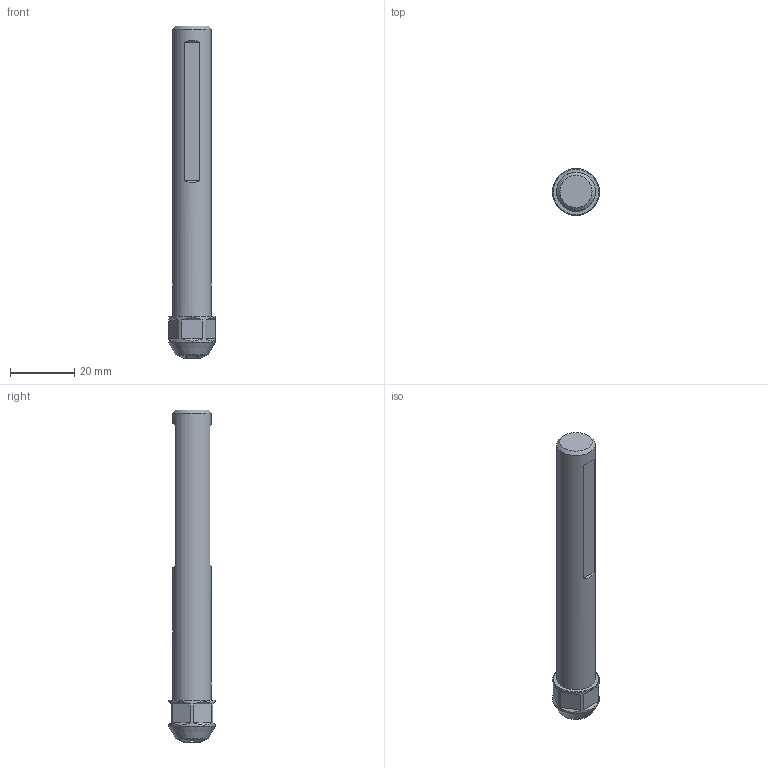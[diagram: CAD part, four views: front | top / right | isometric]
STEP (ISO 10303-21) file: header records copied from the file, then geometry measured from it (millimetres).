
FILE_DESCRIPTION(/* description */ (''),/* implementation_level */ '2;1');
FILE_NAME(/* name */ '1587015197371.stp',/* time_stamp */ '2020-04-16T11:03:30+06:00',/* author */ (''),/* organization */ ('SMS'),/* preprocessor_version */ 'ST-DEVELOPER v16.7',/* originating_system */ 'SIEMENS PLM Software NX 12.0',/* authorisation */ '');
FILE_SCHEMA (('AUTOMOTIVE_DESIGN { 1 0 10303 214 3 1 1 1 }'));
Length unit declared in the file: millimetre
Products named in the file (1): 202950114mod000_00
Bounding box: 14.5 x 14.5 x 103 mm (x, y, z)
Volume: 11254.5 mm3; surface area: 4949.4 mm2
Topology: 1 solids, 1 shells, 110 faces, 327 edges, 218 vertices
Faces by surface type: plane 59, cylinder 23, cone 16, torus 8, bspline 4
Full cylindrical faces by diameter (mm): 4 x1, 8.7 x1, 9.307 x1, 12 x1, 14.5 x1
Entity records: 4535 total; most frequent: CARTESIAN_POINT 1686, ORIENTED_EDGE 618, DIRECTION 542, EDGE_CURVE 309, VERTEX_POINT 210, AXIS2_PLACEMENT_3D 201, LINE 140, VECTOR 140
